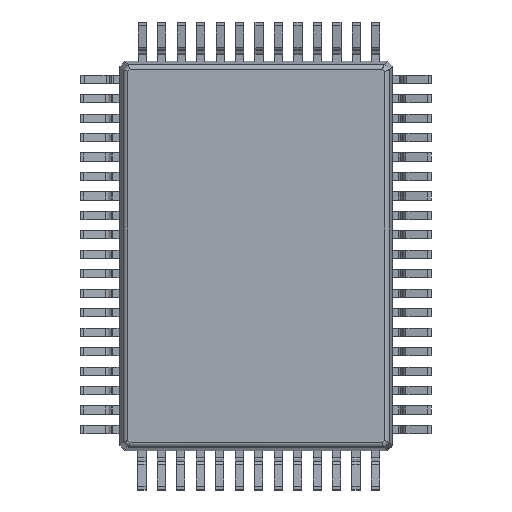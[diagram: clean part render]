
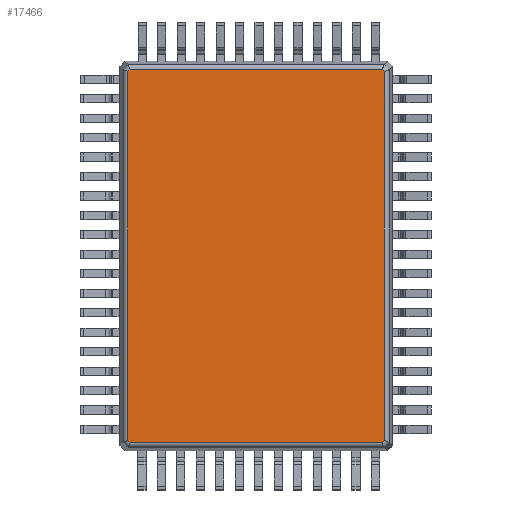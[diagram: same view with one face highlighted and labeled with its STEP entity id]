
A CAD part, front view. The second image highlights one B-rep face of the part: STEP entity #17466.
In plain terms, the highlighted planar face has unit normal (0, -1, 0).
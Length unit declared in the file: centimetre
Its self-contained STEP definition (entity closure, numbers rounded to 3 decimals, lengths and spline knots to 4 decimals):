
#179=LINE('',#25262,#2251);
#180=LINE('',#25269,#2252);
#183=LINE('',#25288,#2255);
#185=LINE('',#25297,#2257);
#186=LINE('',#25300,#2258);
#188=LINE('',#25309,#2260);
#191=LINE('',#25313,#2263);
#193=LINE('',#25316,#2265);
#2251=VECTOR('',#20089,1.);
#2252=VECTOR('',#20096,1.);
#2255=VECTOR('',#20113,1.);
#2257=VECTOR('',#20123,1.);
#2258=VECTOR('',#20126,1.);
#2260=VECTOR('',#20136,1.);
#2263=VECTOR('',#20141,1.);
#2265=VECTOR('',#20145,1.);
#4327=PLANE('',#18554);
#5069=FACE_OUTER_BOUND('',#6074,.T.);
#6074=EDGE_LOOP('',(#12010,#12011,#12012,#12013,#12014,#12015,#12016,#12017));
#7584=VERTEX_POINT('',#25259);
#7585=VERTEX_POINT('',#25261);
#7587=VERTEX_POINT('',#25267);
#7588=VERTEX_POINT('',#25268);
#7596=VERTEX_POINT('',#25285);
#7597=VERTEX_POINT('',#25287);
#7600=VERTEX_POINT('',#25295);
#7601=VERTEX_POINT('',#25299);
#9330=EDGE_CURVE('',#7584,#7585,#179,.T.);
#9333=EDGE_CURVE('',#7587,#7588,#180,.T.);
#9342=EDGE_CURVE('',#7596,#7597,#183,.T.);
#9347=EDGE_CURVE('',#7600,#7596,#185,.T.);
#9348=EDGE_CURVE('',#7601,#7600,#186,.T.);
#9353=EDGE_CURVE('',#7588,#7601,#188,.T.);
#9356=EDGE_CURVE('',#7597,#7584,#191,.T.);
#9358=EDGE_CURVE('',#7585,#7587,#193,.T.);
#12010=ORIENTED_EDGE('',*,*,#9342,.F.);
#12011=ORIENTED_EDGE('',*,*,#9347,.F.);
#12012=ORIENTED_EDGE('',*,*,#9348,.F.);
#12013=ORIENTED_EDGE('',*,*,#9353,.F.);
#12014=ORIENTED_EDGE('',*,*,#9333,.F.);
#12015=ORIENTED_EDGE('',*,*,#9358,.F.);
#12016=ORIENTED_EDGE('',*,*,#9330,.F.);
#12017=ORIENTED_EDGE('',*,*,#9356,.F.);
#17466=ADVANCED_FACE('',(#5069),#4327,.F.);
#18554=AXIS2_PLACEMENT_3D('',#25343,#20167,#20168);
#20089=DIRECTION('',(-1.,0.,0.));
#20096=DIRECTION('',(0.,0.,1.));
#20113=DIRECTION('',(0.,0.,-1.));
#20123=DIRECTION('',(0.707,0.,-0.707));
#20126=DIRECTION('',(1.,0.,0.));
#20136=DIRECTION('',(0.707,0.,0.707));
#20141=DIRECTION('',(-0.707,0.,-0.707));
#20145=DIRECTION('',(-0.707,0.,0.707));
#20167=DIRECTION('center_axis',(0.,1.,0.));
#20168=DIRECTION('ref_axis',(0.,0.,1.));
#25259=CARTESIAN_POINT('',(-0.0679,0.014,-1.9749));
#25261=CARTESIAN_POINT('',(-1.3639,0.014,-1.9749));
#25262=CARTESIAN_POINT('',(-0.7159,0.014,-1.9749));
#25267=CARTESIAN_POINT('',(-1.3749,0.014,-1.9639));
#25268=CARTESIAN_POINT('',(-1.3749,0.014,-0.0679));
#25269=CARTESIAN_POINT('',(-1.3749,0.014,-1.0159));
#25285=CARTESIAN_POINT('',(-0.0568,0.014,-0.0679));
#25287=CARTESIAN_POINT('',(-0.0568,0.014,-1.9639));
#25288=CARTESIAN_POINT('',(-0.0568,0.014,-1.0159));
#25295=CARTESIAN_POINT('',(-0.0679,0.014,-0.0568));
#25297=CARTESIAN_POINT('',(0.0126,0.014,-0.1374));
#25299=CARTESIAN_POINT('',(-1.3639,0.014,-0.0568));
#25300=CARTESIAN_POINT('',(-0.7159,0.014,-0.0568));
#25309=CARTESIAN_POINT('',(-1.4444,0.014,-0.1374));
#25313=CARTESIAN_POINT('',(0.0126,0.014,-1.8944));
#25316=CARTESIAN_POINT('',(-1.4444,0.014,-1.8944));
#25343=CARTESIAN_POINT('Origin',(-0.7159,0.014,-1.0159));
